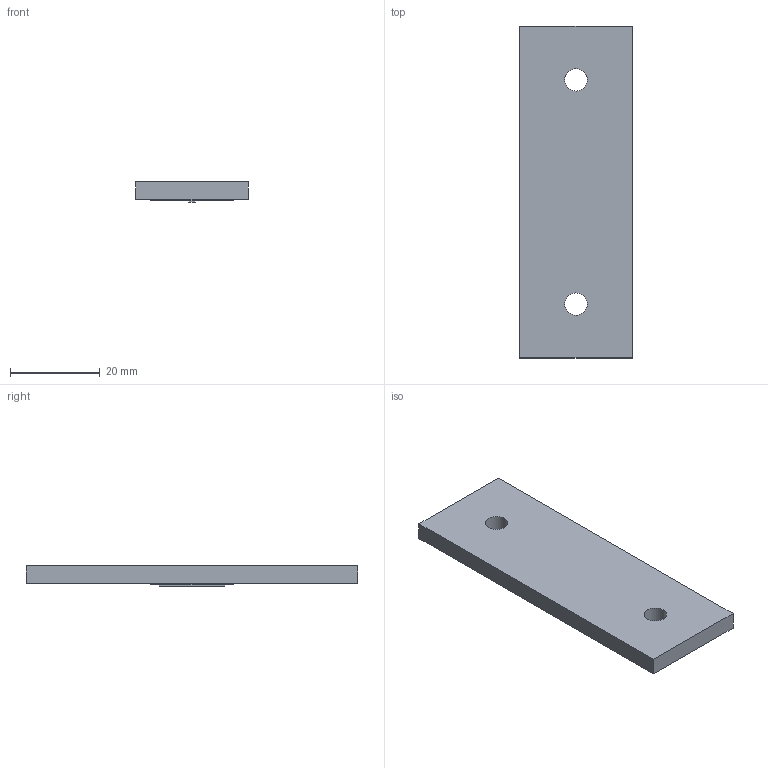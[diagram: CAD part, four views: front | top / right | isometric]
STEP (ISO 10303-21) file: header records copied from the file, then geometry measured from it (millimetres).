
FILE_DESCRIPTION(/* description */ (''),/* implementation_level */ '2;1');
FILE_NAME(/* name */ '40_microfluidic_chip_lightsheet_layer1_negative_mould_lower_v0.ipt.step',/* time_stamp */ '2022-11-29T08:26:46+01:00',/* author */ ('diederichbenedict'),/* organization */ (''),/* preprocessor_version */ 'ST-DEVELOPER v18.1',/* originating_system */ 'Autodesk Inventor 2022',/* authorisation */ '');
FILE_SCHEMA (('AUTOMOTIVE_DESIGN { 1 0 10303 214 3 1 1 }'));
Length unit declared in the file: millimetre
Products named in the file (1): 40_microfluidic_chip_lightsheet_layer1_negative_mould_lower_v0
Bounding box: 25 x 74 x 4.6 mm (x, y, z)
Volume: 7352.1 mm3; surface area: 4570.9 mm2
Topology: 1 solids, 1 shells, 18 faces, 42 edges, 28 vertices
Faces by surface type: plane 16, cylinder 2
Full cylindrical faces by diameter (mm): 5 x2
Entity records: 559 total; most frequent: CARTESIAN_POINT 89, ORIENTED_EDGE 84, DIRECTION 84, EDGE_CURVE 42, LINE 38, VECTOR 38, VERTEX_POINT 28, EDGE_LOOP 24
